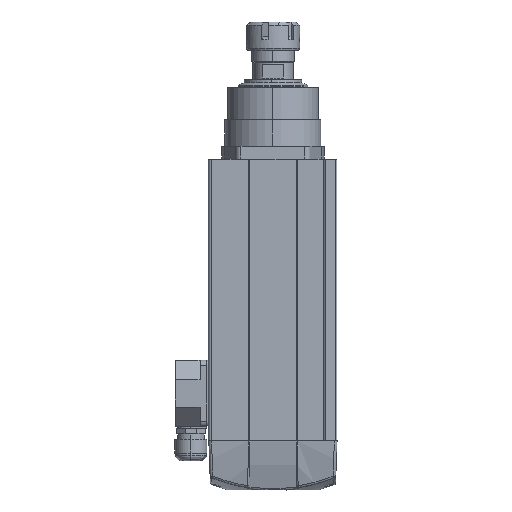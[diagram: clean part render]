
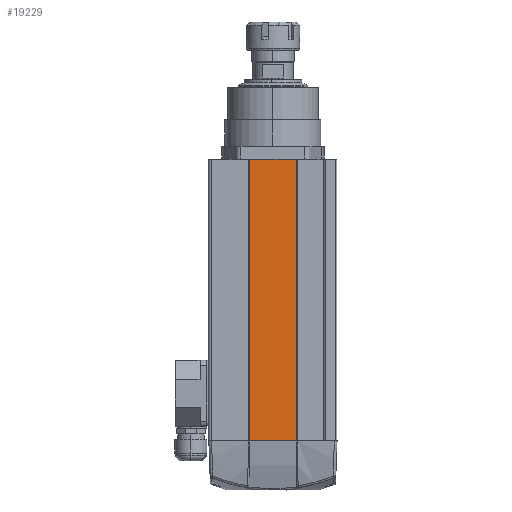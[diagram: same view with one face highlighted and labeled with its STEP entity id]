
A CAD part, left-side view. The second image highlights one B-rep face of the part: STEP entity #19229.
In plain terms, the highlighted planar face has unit normal (-1, 0, 0).
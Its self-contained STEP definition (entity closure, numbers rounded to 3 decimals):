
#946 = CARTESIAN_POINT ( 'NONE',  ( -11214.356, -7631.504, 264. ) ) ;
#1575 = DIRECTION ( 'NONE',  ( 0., 0., -1. ) ) ;
#1670 = DIRECTION ( 'NONE',  ( 0., -1., 0. ) ) ;
#3133 = CARTESIAN_POINT ( 'NONE',  ( -11214.356, -7631.504, 264. ) ) ;
#3219 = AXIS2_PLACEMENT_3D ( 'NONE', #946, #8225, #15902 ) ;
#4311 = ORIENTED_EDGE ( 'NONE', *, *, #8208, .F. ) ;
#4455 = CARTESIAN_POINT ( 'NONE',  ( -11214.356, -7596.504, 264. ) ) ;
#5602 = LINE ( 'NONE', #4455, #27247 ) ;
#6424 = ORIENTED_EDGE ( 'NONE', *, *, #20005, .F. ) ;
#7290 = VERTEX_POINT ( 'NONE', #19302 ) ;
#7721 = LINE ( 'NONE', #16860, #19719 ) ;
#8208 = EDGE_CURVE ( 'NONE', #25159, #21983, #25804, .T. ) ;
#8225 = DIRECTION ( 'NONE',  ( 1., 0., 0. ) ) ;
#8412 = ORIENTED_EDGE ( 'NONE', *, *, #8441, .F. ) ;
#8441 = EDGE_CURVE ( 'NONE', #7290, #17900, #7721, .T. ) ;
#10389 = CARTESIAN_POINT ( 'NONE',  ( -11214.356, -7631.504, 0. ) ) ;
#13468 = PLANE ( 'NONE',  #3219 ) ;
#13604 = ORIENTED_EDGE ( 'NONE', *, *, #16016, .T. ) ;
#14086 = FACE_OUTER_BOUND ( 'NONE', #33225, .T. ) ;
#14499 = CARTESIAN_POINT ( 'NONE',  ( -11214.356, -7631.504, 0. ) ) ;
#15902 = DIRECTION ( 'NONE',  ( 0., 0., -1. ) ) ;
#16016 = EDGE_CURVE ( 'NONE', #25159, #17900, #21447, .T. ) ;
#16860 = CARTESIAN_POINT ( 'NONE',  ( -11214.356, -7675.504, 264. ) ) ;
#17900 = VERTEX_POINT ( 'NONE', #27017 ) ;
#19229 = ADVANCED_FACE ( 'NONE', ( #14086 ), #13468, .F. ) ;
#19302 = CARTESIAN_POINT ( 'NONE',  ( -11214.356, -7675.504, 264. ) ) ;
#19719 = VECTOR ( 'NONE', #1575, 1000. ) ;
#19767 = VECTOR ( 'NONE', #31003, 1000. ) ;
#20005 = EDGE_CURVE ( 'NONE', #21983, #7290, #5602, .T. ) ;
#21024 = DIRECTION ( 'NONE',  ( 0., -1., 0. ) ) ;
#21447 = LINE ( 'NONE', #10389, #27484 ) ;
#21983 = VERTEX_POINT ( 'NONE', #33143 ) ;
#25159 = VERTEX_POINT ( 'NONE', #14499 ) ;
#25804 = LINE ( 'NONE', #3133, #19767 ) ;
#27017 = CARTESIAN_POINT ( 'NONE',  ( -11214.356, -7675.504, 0. ) ) ;
#27247 = VECTOR ( 'NONE', #1670, 1000. ) ;
#27484 = VECTOR ( 'NONE', #21024, 1000. ) ;
#31003 = DIRECTION ( 'NONE',  ( 0., 0., 1. ) ) ;
#33143 = CARTESIAN_POINT ( 'NONE',  ( -11214.356, -7631.504, 264. ) ) ;
#33225 = EDGE_LOOP ( 'NONE', ( #8412, #6424, #4311, #13604 ) ) ;
